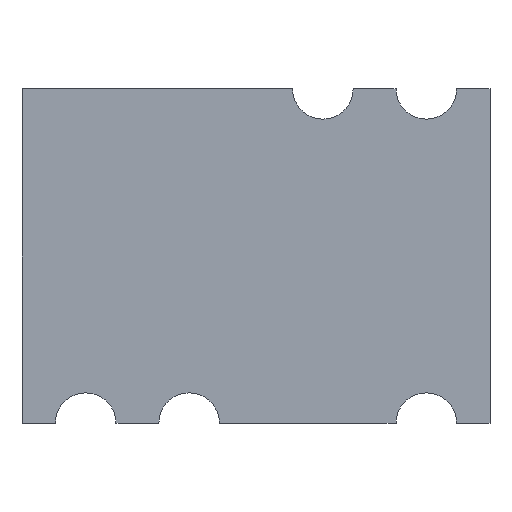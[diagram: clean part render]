
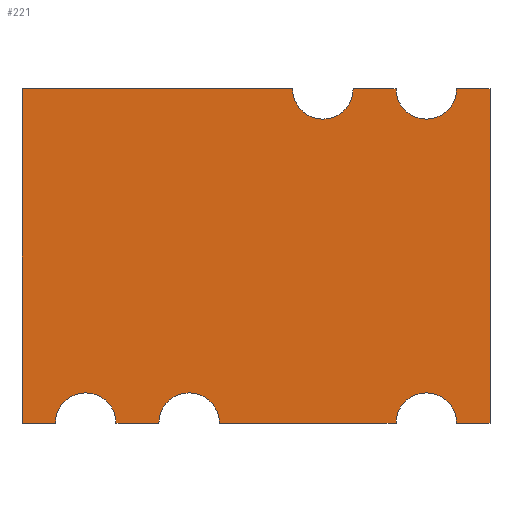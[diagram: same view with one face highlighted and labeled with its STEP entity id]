
A CAD part, front view. The second image highlights one B-rep face of the part: STEP entity #221.
In plain terms, the highlighted planar face has unit normal (0, -1, 0).
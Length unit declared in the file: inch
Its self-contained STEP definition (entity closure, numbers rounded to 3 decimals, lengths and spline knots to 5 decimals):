
#6 = DIRECTION ( 'NONE',  ( -1., 0., 0. ) ) ;
#8 = CARTESIAN_POINT ( 'NONE',  ( 0.25472, 0., -0.20472 ) ) ;
#42 = DIRECTION ( 'NONE',  ( 0., 0., -1. ) ) ;
#54 = VERTEX_POINT ( 'NONE', #193 ) ;
#79 = CARTESIAN_POINT ( 'NONE',  ( 0.25472, 0., -0.25 ) ) ;
#81 = DIRECTION ( 'NONE',  ( 0., -1., 0. ) ) ;
#86 = EDGE_CURVE ( 'NONE', #132, #562, #290, .T. ) ;
#89 = DIRECTION ( 'NONE',  ( 0., 0., -1. ) ) ;
#94 = DIRECTION ( 'NONE',  ( 0., 0., -1. ) ) ;
#99 = LINE ( 'NONE', #822, #852 ) ;
#122 = AXIS2_PLACEMENT_3D ( 'NONE', #213, #683, #94 ) ;
#132 = VERTEX_POINT ( 'NONE', #804 ) ;
#133 = ORIENTED_EDGE ( 'NONE', *, *, #86, .F. ) ;
#139 = DIRECTION ( 'NONE',  ( 0., 0., -1. ) ) ;
#144 = CARTESIAN_POINT ( 'NONE',  ( 0.35, 0., 0.25 ) ) ;
#156 = CARTESIAN_POINT ( 'NONE',  ( -0.05472, 0., -0.25 ) ) ;
#183 = AXIS2_PLACEMENT_3D ( 'NONE', #555, #872, #1227 ) ;
#193 = CARTESIAN_POINT ( 'NONE',  ( -0.35, 0., 0.25 ) ) ;
#194 = DIRECTION ( 'NONE',  ( 0., 0., -1. ) ) ;
#213 = CARTESIAN_POINT ( 'NONE',  ( -0.1, 0., -0.25 ) ) ;
#219 = CARTESIAN_POINT ( 'NONE',  ( 0.05472, 0., 0.25 ) ) ;
#221 = ADVANCED_FACE ( 'NONE', ( #361 ), #438, .T. ) ;
#231 = LINE ( 'NONE', #739, #876 ) ;
#252 = DIRECTION ( 'NONE',  ( 0., -1., 0. ) ) ;
#255 = VERTEX_POINT ( 'NONE', #459 ) ;
#257 = AXIS2_PLACEMENT_3D ( 'NONE', #79, #81, #194 ) ;
#270 = ORIENTED_EDGE ( 'NONE', *, *, #385, .F. ) ;
#271 = LINE ( 'NONE', #416, #994 ) ;
#280 = VECTOR ( 'NONE', #1098, 39.37008 ) ;
#285 = DIRECTION ( 'NONE',  ( 0., -1., 0. ) ) ;
#288 = EDGE_CURVE ( 'NONE', #999, #1089, #330, .T. ) ;
#290 = LINE ( 'NONE', #1256, #525 ) ;
#293 = CIRCLE ( 'NONE', #317, 0.04528 ) ;
#295 = VERTEX_POINT ( 'NONE', #987 ) ;
#304 = ORIENTED_EDGE ( 'NONE', *, *, #1137, .F. ) ;
#311 = CIRCLE ( 'NONE', #1016, 0.04528 ) ;
#317 = AXIS2_PLACEMENT_3D ( 'NONE', #792, #285, #981 ) ;
#324 = CARTESIAN_POINT ( 'NONE',  ( -0.3, 0., -0.25 ) ) ;
#330 = CIRCLE ( 'NONE', #941, 0.04528 ) ;
#342 = DIRECTION ( 'NONE',  ( 0., -1., 0. ) ) ;
#361 = FACE_OUTER_BOUND ( 'NONE', #669, .T. ) ;
#367 = EDGE_CURVE ( 'NONE', #562, #1009, #861, .T. ) ;
#374 = LINE ( 'NONE', #600, #280 ) ;
#376 = ORIENTED_EDGE ( 'NONE', *, *, #288, .F. ) ;
#382 = CARTESIAN_POINT ( 'NONE',  ( -0.35, 0., -0.25 ) ) ;
#385 = EDGE_CURVE ( 'NONE', #1009, #760, #293, .T. ) ;
#399 = ORIENTED_EDGE ( 'NONE', *, *, #831, .F. ) ;
#401 = CIRCLE ( 'NONE', #257, 0.04528 ) ;
#410 = CARTESIAN_POINT ( 'NONE',  ( 0.1, 0., 0.25 ) ) ;
#415 = ORIENTED_EDGE ( 'NONE', *, *, #1234, .F. ) ;
#416 = CARTESIAN_POINT ( 'NONE',  ( -0.35, 0., 0.25 ) ) ;
#419 = VECTOR ( 'NONE', #1205, 39.37008 ) ;
#420 = CARTESIAN_POINT ( 'NONE',  ( -0.14528, 0., -0.25 ) ) ;
#423 = DIRECTION ( 'NONE',  ( 0., 0., 1. ) ) ;
#427 = CARTESIAN_POINT ( 'NONE',  ( -0.35, 0., -0.25 ) ) ;
#438 = PLANE ( 'NONE',  #183 ) ;
#444 = DIRECTION ( 'NONE',  ( 1., 0., 0. ) ) ;
#448 = VECTOR ( 'NONE', #627, 39.37008 ) ;
#450 = EDGE_CURVE ( 'NONE', #295, #54, #271, .T. ) ;
#459 = CARTESIAN_POINT ( 'NONE',  ( 0.3, 0., 0.25 ) ) ;
#462 = VERTEX_POINT ( 'NONE', #219 ) ;
#473 = DIRECTION ( 'NONE',  ( 0., -1., 0. ) ) ;
#476 = CARTESIAN_POINT ( 'NONE',  ( -0.35, 0., 0.25 ) ) ;
#486 = EDGE_CURVE ( 'NONE', #836, #1179, #374, .T. ) ;
#515 = EDGE_CURVE ( 'NONE', #255, #836, #1223, .T. ) ;
#522 = CARTESIAN_POINT ( 'NONE',  ( 0.25472, 0., 0.25 ) ) ;
#524 = EDGE_CURVE ( 'NONE', #1179, #1106, #231, .T. ) ;
#525 = VECTOR ( 'NONE', #6, 39.37008 ) ;
#532 = ORIENTED_EDGE ( 'NONE', *, *, #450, .F. ) ;
#555 = CARTESIAN_POINT ( 'NONE',  ( 0., 0., 0. ) ) ;
#562 = VERTEX_POINT ( 'NONE', #156 ) ;
#563 = AXIS2_PLACEMENT_3D ( 'NONE', #410, #342, #42 ) ;
#576 = ORIENTED_EDGE ( 'NONE', *, *, #741, .F. ) ;
#577 = CARTESIAN_POINT ( 'NONE',  ( -0.25472, 0., -0.25 ) ) ;
#588 = LINE ( 'NONE', #476, #1160 ) ;
#600 = CARTESIAN_POINT ( 'NONE',  ( 0.35, 0., 0.25 ) ) ;
#623 = CARTESIAN_POINT ( 'NONE',  ( -0.25472, 0., -0.25 ) ) ;
#627 = DIRECTION ( 'NONE',  ( 1., 0., 0. ) ) ;
#640 = CARTESIAN_POINT ( 'NONE',  ( -0.20945, 0., -0.25 ) ) ;
#668 = LINE ( 'NONE', #382, #1172 ) ;
#669 = EDGE_LOOP ( 'NONE', ( #376, #304, #270, #1006, #133, #909, #1236, #1159, #744, #1027, #399, #1136, #576, #962, #532, #415, #1126 ) ) ;
#680 = LINE ( 'NONE', #427, #419 ) ;
#683 = DIRECTION ( 'NONE',  ( 0., -1., 0. ) ) ;
#696 = VERTEX_POINT ( 'NONE', #1142 ) ;
#713 = VERTEX_POINT ( 'NONE', #8 ) ;
#727 = CARTESIAN_POINT ( 'NONE',  ( -0.25472, 0., -0.20472 ) ) ;
#739 = CARTESIAN_POINT ( 'NONE',  ( -0.35, 0., -0.25 ) ) ;
#741 = EDGE_CURVE ( 'NONE', #462, #696, #827, .T. ) ;
#744 = ORIENTED_EDGE ( 'NONE', *, *, #486, .F. ) ;
#760 = VERTEX_POINT ( 'NONE', #420 ) ;
#775 = DIRECTION ( 'NONE',  ( 1., 0., 0. ) ) ;
#792 = CARTESIAN_POINT ( 'NONE',  ( -0.1, 0., -0.25 ) ) ;
#795 = EDGE_CURVE ( 'NONE', #1089, #875, #1055, .T. ) ;
#804 = CARTESIAN_POINT ( 'NONE',  ( 0.20945, 0., -0.25 ) ) ;
#820 = CARTESIAN_POINT ( 'NONE',  ( -0.35, 0., 0.25 ) ) ;
#821 = VERTEX_POINT ( 'NONE', #942 ) ;
#822 = CARTESIAN_POINT ( 'NONE',  ( -0.35, 0., 0.25 ) ) ;
#827 = CIRCLE ( 'NONE', #563, 0.04528 ) ;
#829 = EDGE_CURVE ( 'NONE', #54, #462, #99, .T. ) ;
#831 = EDGE_CURVE ( 'NONE', #821, #255, #1043, .T. ) ;
#836 = VERTEX_POINT ( 'NONE', #144 ) ;
#852 = VECTOR ( 'NONE', #444, 39.37008 ) ;
#861 = CIRCLE ( 'NONE', #122, 0.04528 ) ;
#872 = DIRECTION ( 'NONE',  ( 0., -1., 0. ) ) ;
#875 = VERTEX_POINT ( 'NONE', #324 ) ;
#876 = VECTOR ( 'NONE', #939, 39.37008 ) ;
#909 = ORIENTED_EDGE ( 'NONE', *, *, #1148, .F. ) ;
#939 = DIRECTION ( 'NONE',  ( -1., 0., 0. ) ) ;
#941 = AXIS2_PLACEMENT_3D ( 'NONE', #577, #1247, #89 ) ;
#942 = CARTESIAN_POINT ( 'NONE',  ( 0.20945, 0., 0.25 ) ) ;
#949 = AXIS2_PLACEMENT_3D ( 'NONE', #522, #1204, #139 ) ;
#962 = ORIENTED_EDGE ( 'NONE', *, *, #829, .F. ) ;
#977 = CARTESIAN_POINT ( 'NONE',  ( 0.35, 0., -0.25 ) ) ;
#981 = DIRECTION ( 'NONE',  ( 0., 0., -1. ) ) ;
#987 = CARTESIAN_POINT ( 'NONE',  ( -0.35, 0., -0.25 ) ) ;
#994 = VECTOR ( 'NONE', #423, 39.37008 ) ;
#999 = VERTEX_POINT ( 'NONE', #640 ) ;
#1006 = ORIENTED_EDGE ( 'NONE', *, *, #367, .F. ) ;
#1009 = VERTEX_POINT ( 'NONE', #1028 ) ;
#1010 = AXIS2_PLACEMENT_3D ( 'NONE', #623, #252, #1031 ) ;
#1016 = AXIS2_PLACEMENT_3D ( 'NONE', #1063, #473, #1244 ) ;
#1027 = ORIENTED_EDGE ( 'NONE', *, *, #515, .F. ) ;
#1028 = CARTESIAN_POINT ( 'NONE',  ( -0.1, 0., -0.20472 ) ) ;
#1031 = DIRECTION ( 'NONE',  ( 0., 0., -1. ) ) ;
#1043 = CIRCLE ( 'NONE', #949, 0.04528 ) ;
#1055 = CIRCLE ( 'NONE', #1010, 0.04528 ) ;
#1058 = CARTESIAN_POINT ( 'NONE',  ( 0.3, 0., -0.25 ) ) ;
#1063 = CARTESIAN_POINT ( 'NONE',  ( 0.25472, 0., -0.25 ) ) ;
#1089 = VERTEX_POINT ( 'NONE', #727 ) ;
#1098 = DIRECTION ( 'NONE',  ( 0., 0., -1. ) ) ;
#1106 = VERTEX_POINT ( 'NONE', #1058 ) ;
#1126 = ORIENTED_EDGE ( 'NONE', *, *, #795, .F. ) ;
#1136 = ORIENTED_EDGE ( 'NONE', *, *, #1194, .F. ) ;
#1137 = EDGE_CURVE ( 'NONE', #760, #999, #668, .T. ) ;
#1142 = CARTESIAN_POINT ( 'NONE',  ( 0.14528, 0., 0.25 ) ) ;
#1148 = EDGE_CURVE ( 'NONE', #713, #132, #311, .T. ) ;
#1159 = ORIENTED_EDGE ( 'NONE', *, *, #524, .F. ) ;
#1160 = VECTOR ( 'NONE', #775, 39.37008 ) ;
#1162 = DIRECTION ( 'NONE',  ( -1., 0., 0. ) ) ;
#1172 = VECTOR ( 'NONE', #1162, 39.37008 ) ;
#1179 = VERTEX_POINT ( 'NONE', #977 ) ;
#1182 = EDGE_CURVE ( 'NONE', #1106, #713, #401, .T. ) ;
#1194 = EDGE_CURVE ( 'NONE', #696, #821, #588, .T. ) ;
#1204 = DIRECTION ( 'NONE',  ( 0., -1., 0. ) ) ;
#1205 = DIRECTION ( 'NONE',  ( -1., 0., 0. ) ) ;
#1223 = LINE ( 'NONE', #820, #448 ) ;
#1227 = DIRECTION ( 'NONE',  ( 0., 0., -1. ) ) ;
#1234 = EDGE_CURVE ( 'NONE', #875, #295, #680, .T. ) ;
#1236 = ORIENTED_EDGE ( 'NONE', *, *, #1182, .F. ) ;
#1244 = DIRECTION ( 'NONE',  ( 0., 0., -1. ) ) ;
#1247 = DIRECTION ( 'NONE',  ( 0., -1., 0. ) ) ;
#1256 = CARTESIAN_POINT ( 'NONE',  ( -0.35, 0., -0.25 ) ) ;
